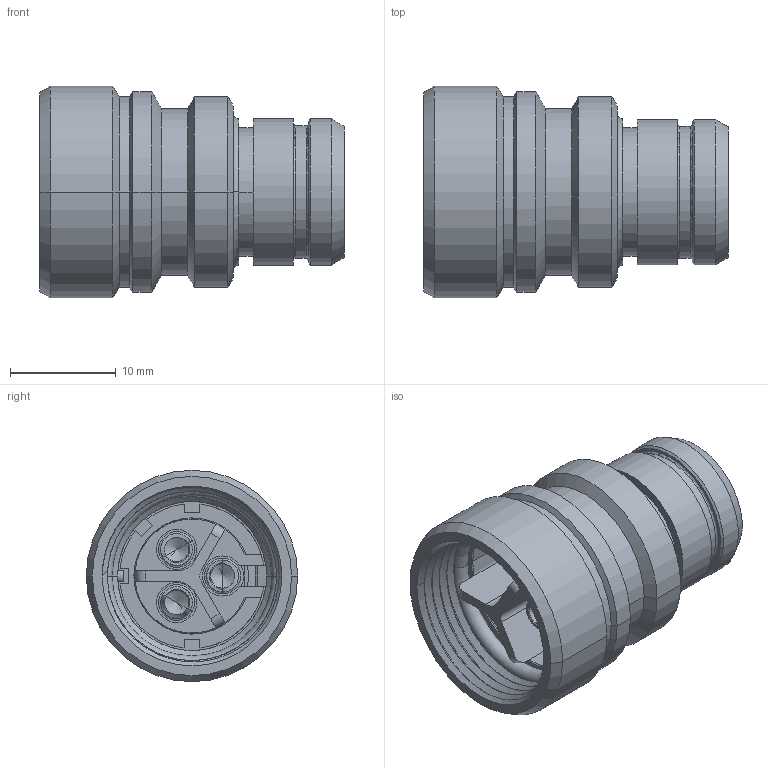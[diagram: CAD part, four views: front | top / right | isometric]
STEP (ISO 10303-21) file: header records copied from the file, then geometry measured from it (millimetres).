
FILE_DESCRIPTION((''),'2;1');
FILE_NAME('1331P103FZ','2024-07-17T11:59:21',('paultorloting'),('NET AG system integration'),'CREO PARAMETRIC BY PTC INC, 2021404','CREO PARAMETRIC BY PTC INC, 2021404','');
FILE_SCHEMA(('AUTOMOTIVE_DESIGN { 1 0 10303 214 1 1 1 1 }'));
Length unit declared in the file: millimetre
Products named in the file (1): 1331P103FZ
Bounding box: 28.8 x 20 x 20 mm (x, y, z)
Volume: 3925 mm3; surface area: 4873 mm2
Topology: 1 solids, 1 shells, 375 faces, 984 edges, 621 vertices
Faces by surface type: plane 170, cylinder 111, cone 54, torus 35, bspline 5
Entity records: 15221 total; most frequent: CARTESIAN_POINT 4251, ORIENTED_EDGE 1944, DIRECTION 1924, EDGE_CURVE 972, AXIS2_PLACEMENT_3D 691, VERTEX_POINT 621, VECTOR 539, LINE 539
